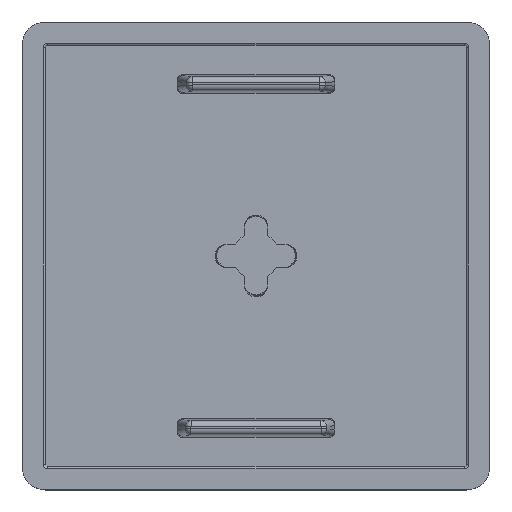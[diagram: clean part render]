
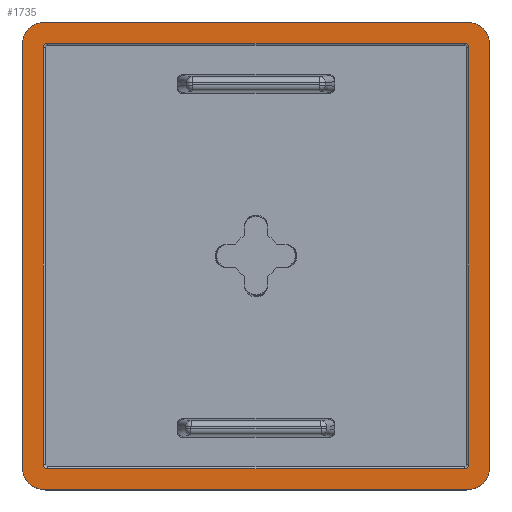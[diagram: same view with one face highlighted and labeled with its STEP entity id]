
A CAD part, top view. The second image highlights one B-rep face of the part: STEP entity #1735.
In plain terms, the highlighted planar face has unit normal (0, 0, 1).
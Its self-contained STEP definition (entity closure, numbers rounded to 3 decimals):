
#18=FACE_BOUND('',#601,.T.);
#57=PLANE('',#1923);
#161=LINE('',#3206,#297);
#163=LINE('',#3209,#299);
#169=LINE('',#3224,#305);
#171=LINE('',#3227,#307);
#181=LINE('',#3253,#317);
#182=LINE('',#3257,#318);
#183=LINE('',#3261,#319);
#184=LINE('',#3264,#320);
#297=VECTOR('',#2361,35.6);
#299=VECTOR('',#2365,35.6);
#305=VECTOR('',#2381,35.6);
#307=VECTOR('',#2385,35.6);
#317=VECTOR('',#2413,36.);
#318=VECTOR('',#2416,36.);
#319=VECTOR('',#2419,36.);
#320=VECTOR('',#2422,36.);
#487=FACE_OUTER_BOUND('',#600,.T.);
#600=EDGE_LOOP('',(#1545,#1546,#1547,#1548,#1549,#1550,#1551,#1552));
#601=EDGE_LOOP('',(#1553,#1554,#1555,#1556,#1557,#1558,#1559,#1560));
#679=CIRCLE('',#1891,0.4);
#683=CIRCLE('',#1896,0.4);
#685=CIRCLE('',#1899,0.4);
#691=CIRCLE('',#1906,0.4);
#697=CIRCLE('',#1924,2.);
#698=CIRCLE('',#1925,2.);
#699=CIRCLE('',#1926,2.);
#700=CIRCLE('',#1927,2.);
#835=VERTEX_POINT('',#3173);
#836=VERTEX_POINT('',#3175);
#839=VERTEX_POINT('',#3182);
#840=VERTEX_POINT('',#3184);
#841=VERTEX_POINT('',#3188);
#842=VERTEX_POINT('',#3189);
#847=VERTEX_POINT('',#3200);
#848=VERTEX_POINT('',#3202);
#857=VERTEX_POINT('',#3249);
#858=VERTEX_POINT('',#3250);
#859=VERTEX_POINT('',#3252);
#860=VERTEX_POINT('',#3254);
#861=VERTEX_POINT('',#3256);
#862=VERTEX_POINT('',#3258);
#863=VERTEX_POINT('',#3260);
#864=VERTEX_POINT('',#3262);
#1055=EDGE_CURVE('',#835,#836,#679,.T.);
#1059=EDGE_CURVE('',#839,#840,#683,.T.);
#1061=EDGE_CURVE('',#841,#842,#685,.T.);
#1067=EDGE_CURVE('',#847,#848,#691,.T.);
#1069=EDGE_CURVE('',#842,#847,#161,.T.);
#1071=EDGE_CURVE('',#848,#839,#163,.T.);
#1079=EDGE_CURVE('',#836,#841,#169,.T.);
#1081=EDGE_CURVE('',#840,#835,#171,.T.);
#1093=EDGE_CURVE('',#857,#858,#697,.T.);
#1094=EDGE_CURVE('',#857,#859,#181,.T.);
#1095=EDGE_CURVE('',#860,#859,#698,.T.);
#1096=EDGE_CURVE('',#860,#861,#182,.T.);
#1097=EDGE_CURVE('',#862,#861,#699,.T.);
#1098=EDGE_CURVE('',#862,#863,#183,.T.);
#1099=EDGE_CURVE('',#864,#863,#700,.T.);
#1100=EDGE_CURVE('',#864,#858,#184,.T.);
#1545=ORIENTED_EDGE('',*,*,#1093,.F.);
#1546=ORIENTED_EDGE('',*,*,#1094,.T.);
#1547=ORIENTED_EDGE('',*,*,#1095,.F.);
#1548=ORIENTED_EDGE('',*,*,#1096,.T.);
#1549=ORIENTED_EDGE('',*,*,#1097,.F.);
#1550=ORIENTED_EDGE('',*,*,#1098,.T.);
#1551=ORIENTED_EDGE('',*,*,#1099,.F.);
#1552=ORIENTED_EDGE('',*,*,#1100,.T.);
#1553=ORIENTED_EDGE('',*,*,#1067,.F.);
#1554=ORIENTED_EDGE('',*,*,#1069,.F.);
#1555=ORIENTED_EDGE('',*,*,#1061,.F.);
#1556=ORIENTED_EDGE('',*,*,#1079,.F.);
#1557=ORIENTED_EDGE('',*,*,#1055,.F.);
#1558=ORIENTED_EDGE('',*,*,#1081,.F.);
#1559=ORIENTED_EDGE('',*,*,#1059,.F.);
#1560=ORIENTED_EDGE('',*,*,#1071,.F.);
#1735=ADVANCED_FACE('',(#487,#18),#57,.T.);
#1891=AXIS2_PLACEMENT_3D('',#3176,#2325,#2326);
#1896=AXIS2_PLACEMENT_3D('',#3185,#2335,#2336);
#1899=AXIS2_PLACEMENT_3D('',#3190,#2341,#2342);
#1906=AXIS2_PLACEMENT_3D('',#3203,#2355,#2356);
#1923=AXIS2_PLACEMENT_3D('',#3248,#2409,#2410);
#1924=AXIS2_PLACEMENT_3D('',#3251,#2411,#2412);
#1925=AXIS2_PLACEMENT_3D('',#3255,#2414,#2415);
#1926=AXIS2_PLACEMENT_3D('',#3259,#2417,#2418);
#1927=AXIS2_PLACEMENT_3D('',#3263,#2420,#2421);
#2325=DIRECTION('center_axis',(0.,0.,1.));
#2326=DIRECTION('ref_axis',(0.707,0.707,0.));
#2335=DIRECTION('center_axis',(0.,0.,1.));
#2336=DIRECTION('ref_axis',(0.707,-0.707,0.));
#2341=DIRECTION('center_axis',(0.,0.,1.));
#2342=DIRECTION('ref_axis',(-0.707,0.707,0.));
#2355=DIRECTION('center_axis',(0.,0.,1.));
#2356=DIRECTION('ref_axis',(-0.707,-0.707,0.));
#2361=DIRECTION('',(0.,-1.,0.));
#2365=DIRECTION('',(1.,0.,0.));
#2381=DIRECTION('',(-1.,0.,0.));
#2385=DIRECTION('',(0.,1.,0.));
#2409=DIRECTION('center_axis',(0.,0.,1.));
#2410=DIRECTION('ref_axis',(1.,0.,0.));
#2411=DIRECTION('center_axis',(0.,0.,-1.));
#2412=DIRECTION('ref_axis',(-0.707,-0.707,0.));
#2413=DIRECTION('',(1.,0.,0.));
#2414=DIRECTION('center_axis',(0.,0.,-1.));
#2415=DIRECTION('ref_axis',(0.707,-0.707,0.));
#2416=DIRECTION('',(0.,1.,0.));
#2417=DIRECTION('center_axis',(0.,0.,-1.));
#2418=DIRECTION('ref_axis',(0.707,0.707,0.));
#2419=DIRECTION('',(-1.,0.,0.));
#2420=DIRECTION('center_axis',(0.,0.,-1.));
#2421=DIRECTION('ref_axis',(-0.707,0.707,0.));
#2422=DIRECTION('',(0.,-1.,0.));
#3173=CARTESIAN_POINT('',(18.2,17.8,1.5));
#3175=CARTESIAN_POINT('',(17.8,18.2,1.5));
#3176=CARTESIAN_POINT('Origin',(17.8,17.8,1.5));
#3182=CARTESIAN_POINT('',(17.8,-18.2,1.5));
#3184=CARTESIAN_POINT('',(18.2,-17.8,1.5));
#3185=CARTESIAN_POINT('Origin',(17.8,-17.8,1.5));
#3188=CARTESIAN_POINT('',(-17.8,18.2,1.5));
#3189=CARTESIAN_POINT('',(-18.2,17.8,1.5));
#3190=CARTESIAN_POINT('Origin',(-17.8,17.8,1.5));
#3200=CARTESIAN_POINT('',(-18.2,-17.8,1.5));
#3202=CARTESIAN_POINT('',(-17.8,-18.2,1.5));
#3203=CARTESIAN_POINT('Origin',(-17.8,-17.8,1.5));
#3206=CARTESIAN_POINT('',(-18.2,-9.,1.5));
#3209=CARTESIAN_POINT('',(9.,-18.2,1.5));
#3224=CARTESIAN_POINT('',(-9.,18.2,1.5));
#3227=CARTESIAN_POINT('',(18.2,9.,1.5));
#3248=CARTESIAN_POINT('Origin',(0.,0.,1.5));
#3249=CARTESIAN_POINT('',(-18.,-20.,1.5));
#3250=CARTESIAN_POINT('',(-20.,-18.,1.5));
#3251=CARTESIAN_POINT('Origin',(-18.,-18.,1.5));
#3252=CARTESIAN_POINT('',(18.,-20.,1.5));
#3253=CARTESIAN_POINT('',(20.,-20.,1.5));
#3254=CARTESIAN_POINT('',(20.,-18.,1.5));
#3255=CARTESIAN_POINT('Origin',(18.,-18.,1.5));
#3256=CARTESIAN_POINT('',(20.,18.,1.5));
#3257=CARTESIAN_POINT('',(20.,20.,1.5));
#3258=CARTESIAN_POINT('',(18.,20.,1.5));
#3259=CARTESIAN_POINT('Origin',(18.,18.,1.5));
#3260=CARTESIAN_POINT('',(-18.,20.,1.5));
#3261=CARTESIAN_POINT('',(-20.,20.,1.5));
#3262=CARTESIAN_POINT('',(-20.,18.,1.5));
#3263=CARTESIAN_POINT('Origin',(-18.,18.,1.5));
#3264=CARTESIAN_POINT('',(-20.,-20.,1.5));
